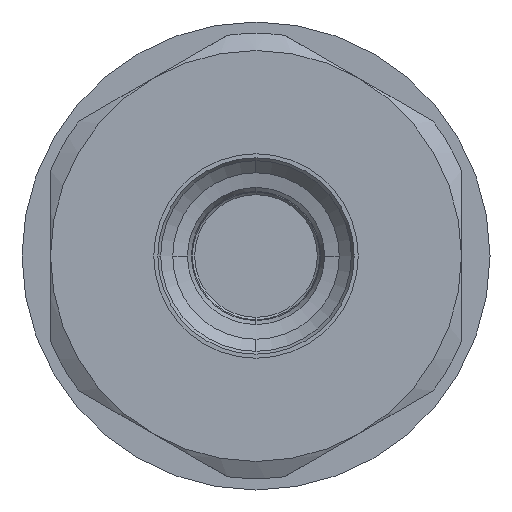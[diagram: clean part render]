
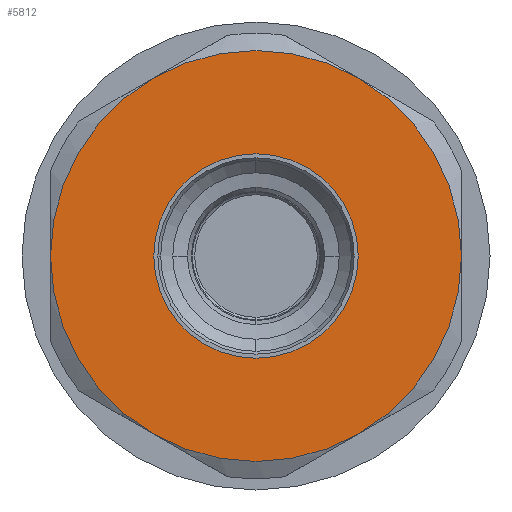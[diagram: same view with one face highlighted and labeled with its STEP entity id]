
A CAD part, left-side view. The second image highlights one B-rep face of the part: STEP entity #5812.
In plain terms, the highlighted planar face has unit normal (-1, 0, 0).
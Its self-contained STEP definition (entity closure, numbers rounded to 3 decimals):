
#24 = ORIENTED_EDGE ( 'NONE', *, *, #4221, .F. ) ;
#205 = CARTESIAN_POINT ( 'NONE',  ( 0., 0., 0. ) ) ;
#226 = PLANE ( 'NONE',  #2835 ) ;
#240 = CIRCLE ( 'NONE', #5295, 18. ) ;
#323 = CIRCLE ( 'NONE', #3951, 18. ) ;
#371 = EDGE_CURVE ( 'NONE', #4663, #4604, #6091, .T. ) ;
#415 = CARTESIAN_POINT ( 'NONE',  ( 0., 0., 0. ) ) ;
#575 = CIRCLE ( 'NONE', #5486, 18. ) ;
#626 = ORIENTED_EDGE ( 'NONE', *, *, #3209, .F. ) ;
#799 = CARTESIAN_POINT ( 'NONE',  ( 0., 9., 15.588 ) ) ;
#816 = DIRECTION ( 'NONE',  ( 1., 0., 0. ) ) ;
#1166 = AXIS2_PLACEMENT_3D ( 'NONE', #1993, #5975, #5748 ) ;
#1390 = VERTEX_POINT ( 'NONE', #5340 ) ;
#1428 = DIRECTION ( 'NONE',  ( 0., 0., -1. ) ) ;
#1449 = EDGE_LOOP ( 'NONE', ( #3176, #4913, #3169, #626, #1990, #3560 ) ) ;
#1506 = EDGE_LOOP ( 'NONE', ( #24, #5880 ) ) ;
#1533 = CIRCLE ( 'NONE', #1676, 18. ) ;
#1676 = AXIS2_PLACEMENT_3D ( 'NONE', #2884, #6521, #3416 ) ;
#1820 = CARTESIAN_POINT ( 'NONE',  ( 0., 8.955, 0. ) ) ;
#1873 = CARTESIAN_POINT ( 'NONE',  ( 0., 18., 0. ) ) ;
#1990 = ORIENTED_EDGE ( 'NONE', *, *, #6427, .F. ) ;
#1993 = CARTESIAN_POINT ( 'NONE',  ( 0., 0., 0. ) ) ;
#2239 = AXIS2_PLACEMENT_3D ( 'NONE', #205, #3296, #5365 ) ;
#2304 = VERTEX_POINT ( 'NONE', #1873 ) ;
#2331 = DIRECTION ( 'NONE',  ( 1., 0., 0. ) ) ;
#2362 = DIRECTION ( 'NONE',  ( 1., 0., 0. ) ) ;
#2445 = AXIS2_PLACEMENT_3D ( 'NONE', #3878, #816, #4408 ) ;
#2487 = DIRECTION ( 'NONE',  ( 1., 0., 0. ) ) ;
#2588 = EDGE_CURVE ( 'NONE', #5067, #6594, #3287, .T. ) ;
#2835 = AXIS2_PLACEMENT_3D ( 'NONE', #1820, #2331, #5968 ) ;
#2845 = CARTESIAN_POINT ( 'NONE',  ( 0., 0., -8.955 ) ) ;
#2867 = DIRECTION ( 'NONE',  ( 0., 0., -1. ) ) ;
#2884 = CARTESIAN_POINT ( 'NONE',  ( 0., 0., 0. ) ) ;
#3051 = CIRCLE ( 'NONE', #5641, 8.955 ) ;
#3078 = CARTESIAN_POINT ( 'NONE',  ( 0., 9., -15.588 ) ) ;
#3169 = ORIENTED_EDGE ( 'NONE', *, *, #3887, .F. ) ;
#3176 = ORIENTED_EDGE ( 'NONE', *, *, #5115, .F. ) ;
#3209 = EDGE_CURVE ( 'NONE', #5958, #1390, #323, .T. ) ;
#3287 = CIRCLE ( 'NONE', #1166, 18. ) ;
#3296 = DIRECTION ( 'NONE',  ( -1., 0., 0. ) ) ;
#3416 = DIRECTION ( 'NONE',  ( 0., 1., 0. ) ) ;
#3560 = ORIENTED_EDGE ( 'NONE', *, *, #4400, .F. ) ;
#3837 = CARTESIAN_POINT ( 'NONE',  ( 0., 0., 8.955 ) ) ;
#3852 = FACE_OUTER_BOUND ( 'NONE', #1449, .T. ) ;
#3875 = CARTESIAN_POINT ( 'NONE',  ( 0., 0., 0. ) ) ;
#3878 = CARTESIAN_POINT ( 'NONE',  ( 0., 0., 0. ) ) ;
#3886 = CARTESIAN_POINT ( 'NONE',  ( 0., -9., 15.588 ) ) ;
#3887 = EDGE_CURVE ( 'NONE', #1390, #5067, #240, .T. ) ;
#3951 = AXIS2_PLACEMENT_3D ( 'NONE', #5649, #2487, #3963 ) ;
#3963 = DIRECTION ( 'NONE',  ( 0., 1., 0. ) ) ;
#4221 = EDGE_CURVE ( 'NONE', #4604, #4663, #3051, .T. ) ;
#4371 = CARTESIAN_POINT ( 'NONE',  ( 0., 0., 0. ) ) ;
#4400 = EDGE_CURVE ( 'NONE', #2304, #5892, #575, .T. ) ;
#4408 = DIRECTION ( 'NONE',  ( 0., 1., 0. ) ) ;
#4440 = DIRECTION ( 'NONE',  ( 0., 0., 1. ) ) ;
#4604 = VERTEX_POINT ( 'NONE', #3837 ) ;
#4663 = VERTEX_POINT ( 'NONE', #2845 ) ;
#4913 = ORIENTED_EDGE ( 'NONE', *, *, #2588, .F. ) ;
#4929 = DIRECTION ( 'NONE',  ( -1., 0., 0. ) ) ;
#5067 = VERTEX_POINT ( 'NONE', #5393 ) ;
#5115 = EDGE_CURVE ( 'NONE', #6594, #2304, #1533, .T. ) ;
#5271 = FACE_BOUND ( 'NONE', #1506, .T. ) ;
#5295 = AXIS2_PLACEMENT_3D ( 'NONE', #415, #5595, #1428 ) ;
#5340 = CARTESIAN_POINT ( 'NONE',  ( 0., -18., 0. ) ) ;
#5365 = DIRECTION ( 'NONE',  ( 0., 0., 1. ) ) ;
#5393 = CARTESIAN_POINT ( 'NONE',  ( 0., -9., -15.588 ) ) ;
#5486 = AXIS2_PLACEMENT_3D ( 'NONE', #3875, #2362, #2867 ) ;
#5595 = DIRECTION ( 'NONE',  ( 1., 0., 0. ) ) ;
#5641 = AXIS2_PLACEMENT_3D ( 'NONE', #4371, #4929, #4440 ) ;
#5649 = CARTESIAN_POINT ( 'NONE',  ( 0., 0., 0. ) ) ;
#5748 = DIRECTION ( 'NONE',  ( 0., 0., -1. ) ) ;
#5812 = ADVANCED_FACE ( 'NONE', ( #3852, #5271 ), #226, .F. ) ;
#5880 = ORIENTED_EDGE ( 'NONE', *, *, #371, .F. ) ;
#5892 = VERTEX_POINT ( 'NONE', #799 ) ;
#5958 = VERTEX_POINT ( 'NONE', #3886 ) ;
#5968 = DIRECTION ( 'NONE',  ( 0., 0., -1. ) ) ;
#5975 = DIRECTION ( 'NONE',  ( 1., 0., 0. ) ) ;
#5993 = CIRCLE ( 'NONE', #2445, 18. ) ;
#6091 = CIRCLE ( 'NONE', #2239, 8.955 ) ;
#6427 = EDGE_CURVE ( 'NONE', #5892, #5958, #5993, .T. ) ;
#6521 = DIRECTION ( 'NONE',  ( 1., 0., 0. ) ) ;
#6594 = VERTEX_POINT ( 'NONE', #3078 ) ;
